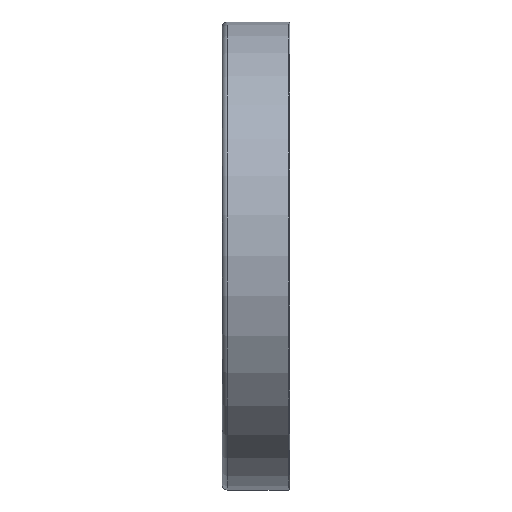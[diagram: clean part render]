
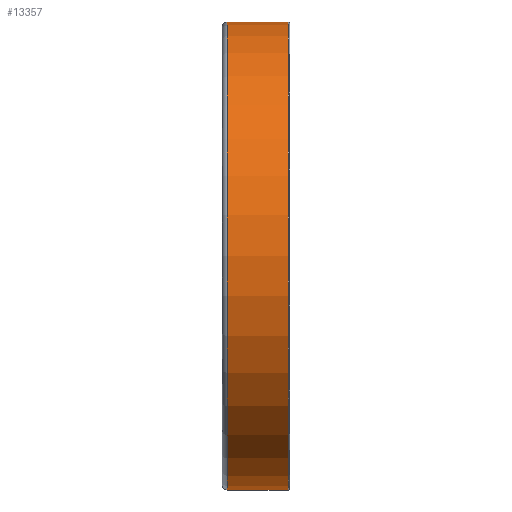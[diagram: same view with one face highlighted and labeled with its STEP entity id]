
A CAD part, top view. The second image highlights one B-rep face of the part: STEP entity #13357.
In plain terms, the highlighted cylindrical face has radius 45 mm (diameter 90 mm), a partial arc.
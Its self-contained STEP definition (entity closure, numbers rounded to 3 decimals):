
#3368=CARTESIAN_POINT('',(-5.5,0.,0.));
#3369=DIRECTION('',(1.,0.,0.));
#3370=DIRECTION('',(0.,1.,0.));
#3371=AXIS2_PLACEMENT_3D('',#3368,#3369,#3370);
#3376=CARTESIAN_POINT('',(6.2,0.,0.));
#3377=DIRECTION('',(1.,0.,0.));
#3378=DIRECTION('',(0.,1.,0.));
#3379=AXIS2_PLACEMENT_3D('',#3376,#3377,#3378);
#3392=DIRECTION('',(-1.,0.,0.));
#3393=VECTOR('',#3392,11.7);
#3394=CARTESIAN_POINT('',(6.2,-45.,0.));
#3395=LINE('',#3394,#3393);
#3407=DIRECTION('',(-1.,0.,0.));
#3408=VECTOR('',#3407,11.7);
#3409=CARTESIAN_POINT('',(6.2,45.,0.));
#3410=LINE('',#3409,#3408);
#10333=CARTESIAN_POINT('',(-5.5,45.,0.));
#10334=CARTESIAN_POINT('',(-5.5,-45.,0.));
#10335=VERTEX_POINT('',#10333);
#10336=VERTEX_POINT('',#10334);
#10337=CARTESIAN_POINT('',(6.2,45.,0.));
#10338=CARTESIAN_POINT('',(6.2,-45.,0.));
#10339=VERTEX_POINT('',#10337);
#10340=VERTEX_POINT('',#10338);
#13343=CARTESIAN_POINT('',(-7.15,0.,0.));
#13344=DIRECTION('',(1.,0.,0.));
#13345=DIRECTION('',(0.,-1.,0.));
#13346=AXIS2_PLACEMENT_3D('',#13343,#13344,#13345);
#13347=CYLINDRICAL_SURFACE('',#13346,45.);
#13348=ORIENTED_EDGE('',*,*,#13333,.F.);
#13350=ORIENTED_EDGE('',*,*,#13349,.F.);
#13352=ORIENTED_EDGE('',*,*,#13351,.T.);
#13354=ORIENTED_EDGE('',*,*,#13353,.T.);
#13355=EDGE_LOOP('',(#13348,#13350,#13352,#13354));
#13356=FACE_OUTER_BOUND('',#13355,.F.);
#3372=CIRCLE('',#3371,45.);
#3380=CIRCLE('',#3379,45.);
#13333=EDGE_CURVE('',#10335,#10336,#3372,.T.);
#13349=EDGE_CURVE('',#10339,#10335,#3410,.T.);
#13351=EDGE_CURVE('',#10339,#10340,#3380,.T.);
#13353=EDGE_CURVE('',#10340,#10336,#3395,.T.);
#13357=ADVANCED_FACE('',(#13356),#13347,.T.);
